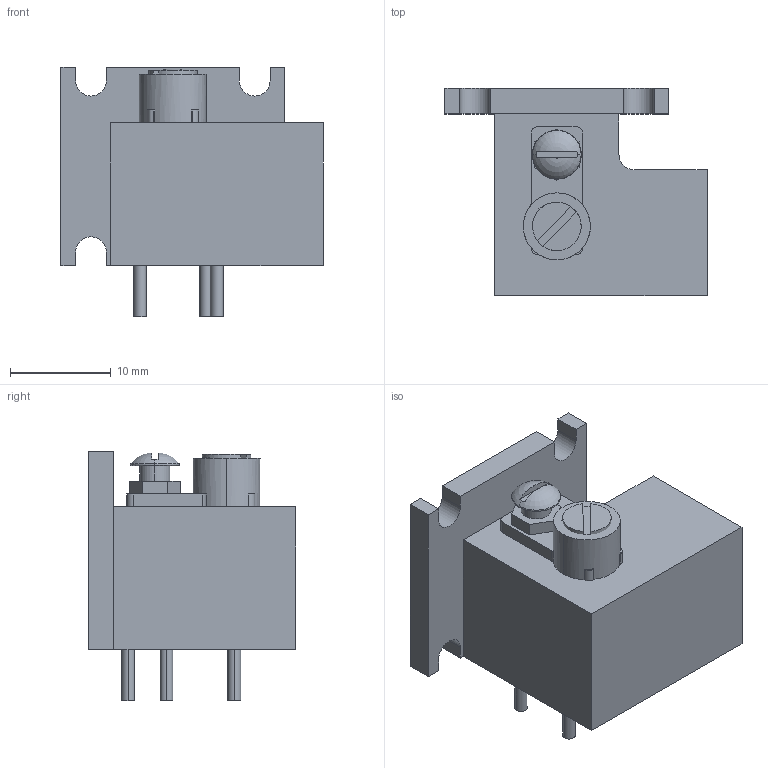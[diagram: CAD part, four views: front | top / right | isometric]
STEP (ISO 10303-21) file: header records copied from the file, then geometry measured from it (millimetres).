
FILE_DESCRIPTION (( 'STEP AP214' ), '1' );
FILE_NAME ('SSM-24307-D1-1, SSM-24307-S1-1, DF.STEP', '2019-07-23T22:09:06', ( '' ), ( '' ), 'SwSTEP 2.0', 'SolidWorks 2016', '' );
FILE_SCHEMA (( 'AUTOMOTIVE_DESIGN' ));
Length unit declared in the file: inch
Products named in the file (1): SSM-24307-D1-1, SSM-24307-S1-1, DF
Bounding box: 26.03 x 20.57 x 24.77 mm (x, y, z)
Volume: 6077.8 mm3; surface area: 3012.6 mm2
Topology: 2 solids, 2 shells, 116 faces, 304 edges, 202 vertices
Faces by surface type: plane 66, cylinder 44, torus 4, bspline 2
Entity records: 5786 total; most frequent: CARTESIAN_POINT 1397, ORIENTED_EDGE 608, DIRECTION 577, EDGE_CURVE 304, VERTEX_POINT 202, AXIS2_PLACEMENT_3D 197, VECTOR 183, LINE 183
